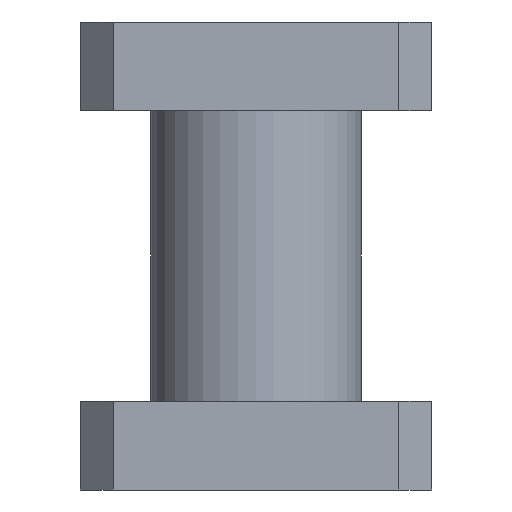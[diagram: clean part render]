
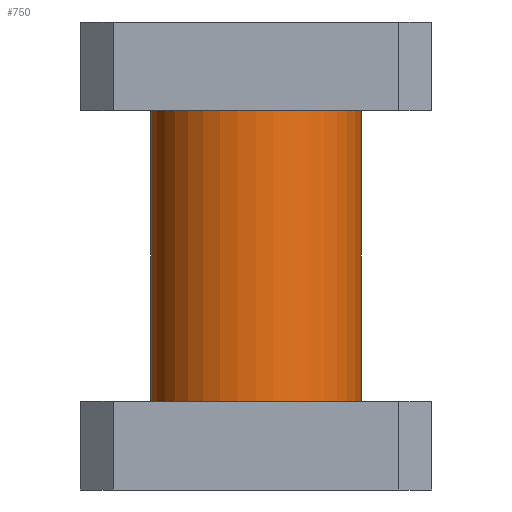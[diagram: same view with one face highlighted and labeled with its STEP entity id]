
A CAD part, front view. The second image highlights one B-rep face of the part: STEP entity #750.
In plain terms, the highlighted cylindrical face has radius 5.715 mm (diameter 11.43 mm), a partial arc.
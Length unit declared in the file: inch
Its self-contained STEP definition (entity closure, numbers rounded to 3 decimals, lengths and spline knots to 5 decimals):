
#88 = CYLINDRICAL_SURFACE ( 'NONE', #283, 0.225 ) ;
#114 = VECTOR ( 'NONE', #682, 39.37008 ) ;
#283 = AXIS2_PLACEMENT_3D ( 'NONE', #2377, #600, #1749 ) ;
#479 = AXIS2_PLACEMENT_3D ( 'NONE', #569, #543, #2477 ) ;
#514 = ORIENTED_EDGE ( 'NONE', *, *, #1348, .F. ) ;
#543 = DIRECTION ( 'NONE',  ( 0., 0., 1. ) ) ;
#569 = CARTESIAN_POINT ( 'NONE',  ( -1.92701, 0.46159, -0.1166 ) ) ;
#570 = VECTOR ( 'NONE', #1653, 39.37008 ) ;
#599 = DIRECTION ( 'NONE',  ( 0., 0., 1. ) ) ;
#600 = DIRECTION ( 'NONE',  ( 0., 0., 1. ) ) ;
#682 = DIRECTION ( 'NONE',  ( 0., 0., 1. ) ) ;
#686 = CARTESIAN_POINT ( 'NONE',  ( -2.15201, 0.46159, 0.5034 ) ) ;
#750 = ADVANCED_FACE ( 'NONE', ( #829 ), #88, .T. ) ;
#829 = FACE_OUTER_BOUND ( 'NONE', #1272, .T. ) ;
#967 = VERTEX_POINT ( 'NONE', #686 ) ;
#973 = VERTEX_POINT ( 'NONE', #2258 ) ;
#1074 = EDGE_CURVE ( 'NONE', #967, #2018, #1084, .T. ) ;
#1084 = CIRCLE ( 'NONE', #2032, 0.225 ) ;
#1272 = EDGE_LOOP ( 'NONE', ( #514, #1737, #1439, #1441 ) ) ;
#1307 = EDGE_CURVE ( 'NONE', #1671, #2018, #1817, .T. ) ;
#1348 = EDGE_CURVE ( 'NONE', #973, #967, #2055, .T. ) ;
#1439 = ORIENTED_EDGE ( 'NONE', *, *, #1307, .T. ) ;
#1441 = ORIENTED_EDGE ( 'NONE', *, *, #1074, .F. ) ;
#1632 = CARTESIAN_POINT ( 'NONE',  ( -1.70201, 0.46159, -0.1166 ) ) ;
#1653 = DIRECTION ( 'NONE',  ( 0., 0., 1. ) ) ;
#1671 = VERTEX_POINT ( 'NONE', #1632 ) ;
#1737 = ORIENTED_EDGE ( 'NONE', *, *, #2268, .T. ) ;
#1749 = DIRECTION ( 'NONE',  ( 1., 0., 0. ) ) ;
#1817 = LINE ( 'NONE', #2372, #114 ) ;
#2018 = VERTEX_POINT ( 'NONE', #2137 ) ;
#2032 = AXIS2_PLACEMENT_3D ( 'NONE', #2293, #599, #2323 ) ;
#2055 = LINE ( 'NONE', #2452, #570 ) ;
#2137 = CARTESIAN_POINT ( 'NONE',  ( -1.70201, 0.46159, 0.5034 ) ) ;
#2258 = CARTESIAN_POINT ( 'NONE',  ( -2.15201, 0.46159, -0.1166 ) ) ;
#2268 = EDGE_CURVE ( 'NONE', #973, #1671, #2434, .T. ) ;
#2293 = CARTESIAN_POINT ( 'NONE',  ( -1.92701, 0.46159, 0.5034 ) ) ;
#2323 = DIRECTION ( 'NONE',  ( 1., 0., 0. ) ) ;
#2372 = CARTESIAN_POINT ( 'NONE',  ( -1.70201, 0.46159, -0.1166 ) ) ;
#2377 = CARTESIAN_POINT ( 'NONE',  ( -1.92701, 0.46159, -0.1166 ) ) ;
#2434 = CIRCLE ( 'NONE', #479, 0.225 ) ;
#2452 = CARTESIAN_POINT ( 'NONE',  ( -2.15201, 0.46159, -0.1166 ) ) ;
#2477 = DIRECTION ( 'NONE',  ( 1., 0., 0. ) ) ;
